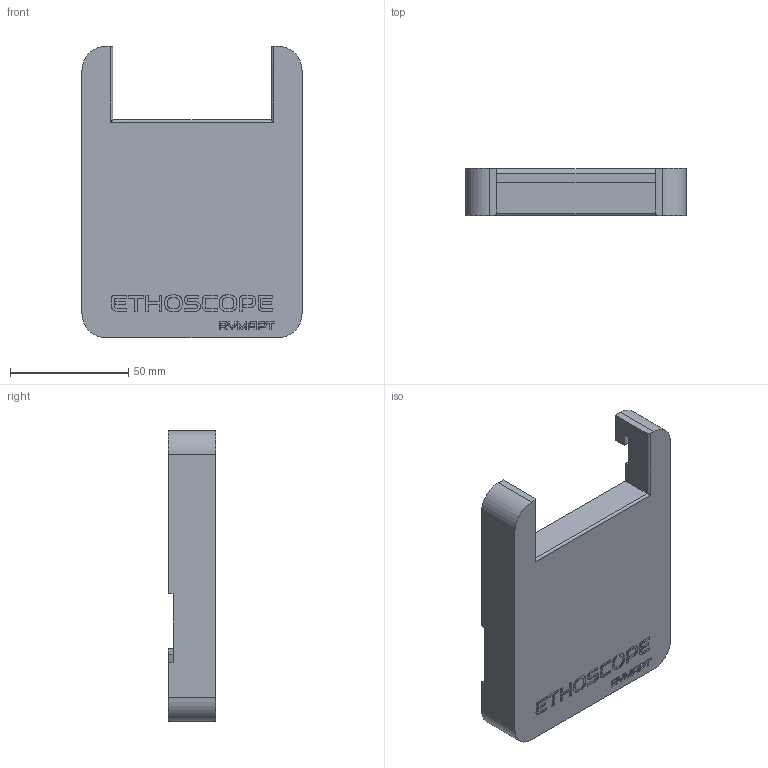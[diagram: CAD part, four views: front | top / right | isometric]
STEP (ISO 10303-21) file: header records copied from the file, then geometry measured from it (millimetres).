
FILE_DESCRIPTION(/* description */ (''),/* implementation_level */ '2;1');
FILE_NAME(/* name */ 'upperPiCase_R2.stp',/* time_stamp */ '2017-06-11T11:38:21+01:00',/* author */ ('Paolo'),/* organization */ (''),/* preprocessor_version */ 'ST-DEVELOPER v16.5',/* originating_system */ 'Autodesk Inventor 2017',/* authorisation */ ' ');
FILE_SCHEMA (('AUTOMOTIVE_DESIGN { 1 0 10303 214 3 1 1 }'));
Length unit declared in the file: millimetre
Products named in the file (1): upperPiCase_R2
Bounding box: 93 x 20 x 123 mm (x, y, z)
Volume: 46338.7 mm3; surface area: 34650.4 mm2
Topology: 1 solids, 1 shells, 349 faces, 971 edges, 642 vertices
Faces by surface type: plane 260, bspline 64, cylinder 21, cone 4
Full cylindrical faces by diameter (mm): 2.2 x4
Entity records: 12310 total; most frequent: CARTESIAN_POINT 3725, ORIENTED_EDGE 1930, DIRECTION 1466, EDGE_CURVE 965, LINE 780, VECTOR 780, VERTEX_POINT 642, EDGE_LOOP 381
